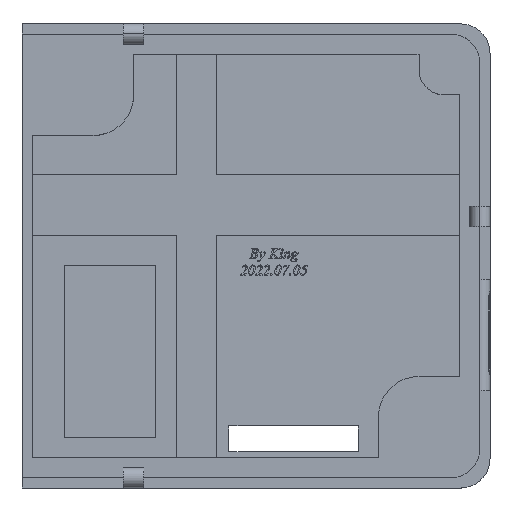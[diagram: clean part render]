
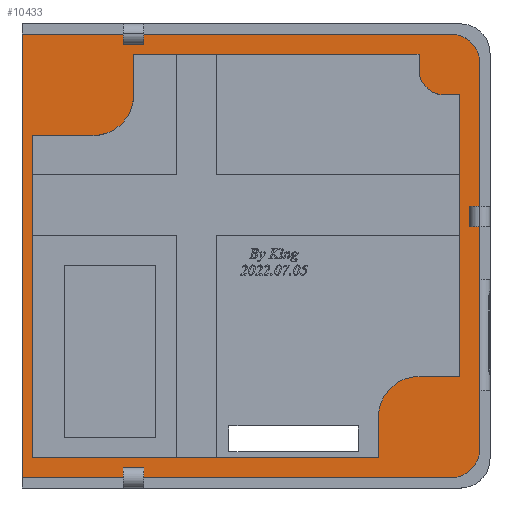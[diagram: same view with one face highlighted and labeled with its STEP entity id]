
A CAD part, top view. The second image highlights one B-rep face of the part: STEP entity #10433.
In plain terms, the highlighted planar face has unit normal (0, 0, 1).
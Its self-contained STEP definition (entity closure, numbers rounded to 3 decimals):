
#72=CIRCLE('',#10639,2.9);
#117=CIRCLE('',#10744,2.9);
#118=CIRCLE('',#10745,4.);
#119=CIRCLE('',#10746,2.5);
#120=CIRCLE('',#10747,4.);
#163=FACE_BOUND('',#2271,.T.);
#1678=FACE_OUTER_BOUND('',#2270,.T.);
#2270=EDGE_LOOP('',(#9544,#9545,#9546,#9547,#9548,#9549,#9550,#9551,#9552,
#9553));
#2271=EDGE_LOOP('',(#9554,#9555,#9556,#9557,#9558,#9559,#9560,#9561,#9562,
#9563,#9564,#9565,#9566));
#2929=LINE('',#20379,#3758);
#2935=LINE('',#20391,#3764);
#2936=LINE('',#20393,#3765);
#2937=LINE('',#20395,#3766);
#2938=LINE('',#20397,#3767);
#2939=LINE('',#20399,#3768);
#2963=LINE('',#20451,#3792);
#3047=LINE('',#20822,#3876);
#3083=LINE('',#20896,#3912);
#3089=LINE('',#20907,#3918);
#3109=LINE('',#20951,#3938);
#3113=LINE('',#20958,#3942);
#3114=LINE('',#20962,#3943);
#3115=LINE('',#20965,#3944);
#3116=LINE('',#20967,#3945);
#3117=LINE('',#20970,#3946);
#3118=LINE('',#20972,#3947);
#3119=LINE('',#20975,#3948);
#3758=VECTOR('',#11673,10.);
#3764=VECTOR('',#11683,10.);
#3765=VECTOR('',#11684,10.);
#3766=VECTOR('',#11685,10.);
#3767=VECTOR('',#11686,10.);
#3768=VECTOR('',#11687,10.);
#3792=VECTOR('',#11719,10.);
#3876=VECTOR('',#11993,10.);
#3912=VECTOR('',#12057,10.);
#3918=VECTOR('',#12065,10.);
#3938=VECTOR('',#12105,10.);
#3942=VECTOR('',#12111,10.);
#3943=VECTOR('',#12116,10.);
#3944=VECTOR('',#12119,10.);
#3945=VECTOR('',#12120,10.);
#3946=VECTOR('',#12123,10.);
#3947=VECTOR('',#12124,10.);
#3948=VECTOR('',#12127,10.);
#4833=VERTEX_POINT('',#20376);
#4834=VERTEX_POINT('',#20378);
#4837=VERTEX_POINT('',#20388);
#4838=VERTEX_POINT('',#20390);
#4839=VERTEX_POINT('',#20392);
#4840=VERTEX_POINT('',#20394);
#4841=VERTEX_POINT('',#20396);
#4842=VERTEX_POINT('',#20398);
#4865=VERTEX_POINT('',#20448);
#4866=VERTEX_POINT('',#20450);
#4973=VERTEX_POINT('',#20893);
#4974=VERTEX_POINT('',#20895);
#4977=VERTEX_POINT('',#20904);
#4978=VERTEX_POINT('',#20906);
#4991=VERTEX_POINT('',#20948);
#4992=VERTEX_POINT('',#20950);
#4994=VERTEX_POINT('',#20956);
#4995=VERTEX_POINT('',#20961);
#4996=VERTEX_POINT('',#20963);
#4997=VERTEX_POINT('',#20966);
#4998=VERTEX_POINT('',#20968);
#4999=VERTEX_POINT('',#20971);
#5000=VERTEX_POINT('',#20973);
#6289=EDGE_CURVE('',#4833,#4834,#2929,.T.);
#6295=EDGE_CURVE('',#4838,#4837,#2935,.T.);
#6296=EDGE_CURVE('',#4839,#4838,#2936,.T.);
#6297=EDGE_CURVE('',#4840,#4839,#2937,.T.);
#6298=EDGE_CURVE('',#4841,#4840,#2938,.T.);
#6299=EDGE_CURVE('',#4842,#4841,#2939,.T.);
#6325=EDGE_CURVE('',#4865,#4866,#2963,.T.);
#6353=EDGE_CURVE('',#4833,#4842,#72,.T.);
#6468=EDGE_CURVE('',#4865,#4834,#3047,.T.);
#6504=EDGE_CURVE('',#4974,#4973,#3083,.T.);
#6510=EDGE_CURVE('',#4978,#4977,#3089,.T.);
#6531=EDGE_CURVE('',#4992,#4991,#3109,.T.);
#6535=EDGE_CURVE('',#4991,#4994,#3113,.T.);
#6536=EDGE_CURVE('',#4837,#4866,#117,.T.);
#6537=EDGE_CURVE('',#4994,#4995,#3114,.T.);
#6538=EDGE_CURVE('',#4995,#4996,#118,.T.);
#6539=EDGE_CURVE('',#4996,#4974,#3115,.T.);
#6540=EDGE_CURVE('',#4973,#4997,#3116,.T.);
#6541=EDGE_CURVE('',#4997,#4998,#119,.T.);
#6542=EDGE_CURVE('',#4998,#4978,#3117,.T.);
#6543=EDGE_CURVE('',#4977,#4999,#3118,.T.);
#6544=EDGE_CURVE('',#4999,#5000,#120,.T.);
#6545=EDGE_CURVE('',#5000,#4992,#3119,.T.);
#9544=ORIENTED_EDGE('',*,*,#6468,.T.);
#9545=ORIENTED_EDGE('',*,*,#6289,.F.);
#9546=ORIENTED_EDGE('',*,*,#6353,.T.);
#9547=ORIENTED_EDGE('',*,*,#6299,.T.);
#9548=ORIENTED_EDGE('',*,*,#6298,.T.);
#9549=ORIENTED_EDGE('',*,*,#6297,.T.);
#9550=ORIENTED_EDGE('',*,*,#6296,.T.);
#9551=ORIENTED_EDGE('',*,*,#6295,.T.);
#9552=ORIENTED_EDGE('',*,*,#6536,.T.);
#9553=ORIENTED_EDGE('',*,*,#6325,.F.);
#9554=ORIENTED_EDGE('',*,*,#6531,.T.);
#9555=ORIENTED_EDGE('',*,*,#6535,.T.);
#9556=ORIENTED_EDGE('',*,*,#6537,.T.);
#9557=ORIENTED_EDGE('',*,*,#6538,.T.);
#9558=ORIENTED_EDGE('',*,*,#6539,.T.);
#9559=ORIENTED_EDGE('',*,*,#6504,.T.);
#9560=ORIENTED_EDGE('',*,*,#6540,.T.);
#9561=ORIENTED_EDGE('',*,*,#6541,.T.);
#9562=ORIENTED_EDGE('',*,*,#6542,.T.);
#9563=ORIENTED_EDGE('',*,*,#6510,.T.);
#9564=ORIENTED_EDGE('',*,*,#6543,.T.);
#9565=ORIENTED_EDGE('',*,*,#6544,.T.);
#9566=ORIENTED_EDGE('',*,*,#6545,.T.);
#9887=PLANE('',#10743);
#10433=ADVANCED_FACE('',(#1678,#163),#9887,.F.);
#10639=AXIS2_PLACEMENT_3D('',#20504,#11776,#11777);
#10743=AXIS2_PLACEMENT_3D('',#20959,#12112,#12113);
#10744=AXIS2_PLACEMENT_3D('',#20960,#12114,#12115);
#10745=AXIS2_PLACEMENT_3D('',#20964,#12117,#12118);
#10746=AXIS2_PLACEMENT_3D('',#20969,#12121,#12122);
#10747=AXIS2_PLACEMENT_3D('',#20974,#12125,#12126);
#11673=DIRECTION('',(-1.,0.,0.));
#11683=DIRECTION('',(0.,1.,0.));
#11684=DIRECTION('',(0.,1.,0.));
#11685=DIRECTION('',(0.,1.,0.));
#11686=DIRECTION('',(0.,1.,0.));
#11687=DIRECTION('',(0.,1.,0.));
#11719=DIRECTION('',(1.,0.,0.));
#11776=DIRECTION('center_axis',(0.,0.,1.));
#11777=DIRECTION('ref_axis',(1.,0.,0.));
#11993=DIRECTION('',(0.,-1.,0.));
#12057=DIRECTION('',(1.,0.,0.));
#12065=DIRECTION('',(0.,-1.,0.));
#12105=DIRECTION('',(-1.,0.,0.));
#12111=DIRECTION('',(0.,1.,0.));
#12112=DIRECTION('center_axis',(0.,0.,-1.));
#12113=DIRECTION('ref_axis',(1.,0.,0.));
#12114=DIRECTION('center_axis',(0.,0.,1.));
#12115=DIRECTION('ref_axis',(0.,1.,0.));
#12116=DIRECTION('',(1.,0.,0.));
#12117=DIRECTION('center_axis',(0.,0.,1.));
#12118=DIRECTION('ref_axis',(1.,0.,0.));
#12119=DIRECTION('',(0.,1.,0.));
#12120=DIRECTION('',(0.,-1.,0.));
#12121=DIRECTION('center_axis',(0.,0.,1.));
#12122=DIRECTION('ref_axis',(0.,-1.,0.));
#12123=DIRECTION('',(1.,0.,0.));
#12124=DIRECTION('',(-1.,0.,0.));
#12125=DIRECTION('center_axis',(0.,0.,1.));
#12126=DIRECTION('ref_axis',(-1.,0.,0.));
#12127=DIRECTION('',(0.,-1.,0.));
#20376=CARTESIAN_POINT('',(21.862,-24.296,6.938));
#20378=CARTESIAN_POINT('',(-20.381,-24.296,6.938));
#20379=CARTESIAN_POINT('',(0.991,-24.296,6.938));
#20388=CARTESIAN_POINT('',(24.762,16.566,6.938));
#20390=CARTESIAN_POINT('',(24.762,13.466,6.938));
#20391=CARTESIAN_POINT('',(24.762,-21.396,6.938));
#20392=CARTESIAN_POINT('',(24.762,-5.546,6.938));
#20393=CARTESIAN_POINT('',(24.762,-21.396,6.938));
#20394=CARTESIAN_POINT('',(24.762,-14.296,6.938));
#20395=CARTESIAN_POINT('',(24.762,-6.23,6.938));
#20396=CARTESIAN_POINT('',(24.762,-14.545,6.938));
#20397=CARTESIAN_POINT('',(24.762,-6.23,6.938));
#20398=CARTESIAN_POINT('',(24.762,-21.396,6.938));
#20399=CARTESIAN_POINT('',(24.762,-21.396,6.938));
#20448=CARTESIAN_POINT('',(-20.381,19.466,6.938));
#20450=CARTESIAN_POINT('',(21.862,19.466,6.938));
#20451=CARTESIAN_POINT('',(-20.131,19.466,6.938));
#20504=CARTESIAN_POINT('Origin',(21.862,-21.396,6.938));
#20822=CARTESIAN_POINT('',(-20.381,19.466,6.938));
#20893=CARTESIAN_POINT('',(18.762,17.466,6.938));
#20895=CARTESIAN_POINT('',(-9.381,17.466,6.938));
#20896=CARTESIAN_POINT('',(19.862,17.466,6.938));
#20904=CARTESIAN_POINT('',(22.762,-14.296,6.938));
#20906=CARTESIAN_POINT('',(22.762,13.466,6.938));
#20907=CARTESIAN_POINT('',(22.762,-19.396,6.938));
#20948=CARTESIAN_POINT('',(-19.381,-22.296,6.938));
#20950=CARTESIAN_POINT('',(14.762,-22.296,6.938));
#20951=CARTESIAN_POINT('',(-5.345,-22.296,6.938));
#20956=CARTESIAN_POINT('',(-19.381,9.466,6.938));
#20958=CARTESIAN_POINT('',(-19.381,-24.296,6.938));
#20959=CARTESIAN_POINT('Origin',(2.691,-2.415,6.938));
#20960=CARTESIAN_POINT('Origin',(21.862,16.566,6.938));
#20961=CARTESIAN_POINT('',(-13.381,9.466,6.938));
#20962=CARTESIAN_POINT('',(-20.381,9.466,6.938));
#20963=CARTESIAN_POINT('',(-9.381,13.466,6.938));
#20964=CARTESIAN_POINT('Origin',(-13.381,13.466,6.938));
#20965=CARTESIAN_POINT('',(-9.381,20.466,6.938));
#20966=CARTESIAN_POINT('',(18.762,15.966,6.938));
#20967=CARTESIAN_POINT('',(18.762,20.466,6.938));
#20968=CARTESIAN_POINT('',(21.262,13.466,6.938));
#20969=CARTESIAN_POINT('Origin',(21.262,15.966,6.938));
#20970=CARTESIAN_POINT('',(25.762,13.466,6.938));
#20971=CARTESIAN_POINT('',(18.762,-14.296,6.938));
#20972=CARTESIAN_POINT('',(25.762,-14.296,6.938));
#20973=CARTESIAN_POINT('',(14.762,-18.296,6.938));
#20974=CARTESIAN_POINT('Origin',(18.762,-18.296,6.938));
#20975=CARTESIAN_POINT('',(14.762,-25.296,6.938));
